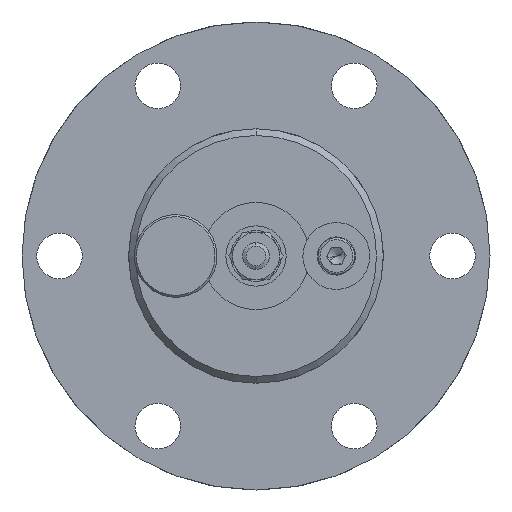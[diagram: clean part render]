
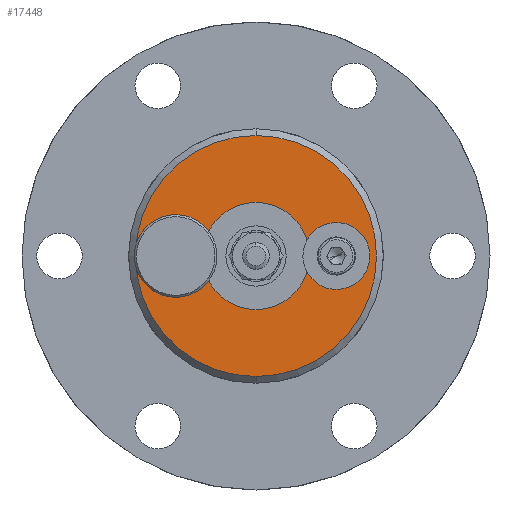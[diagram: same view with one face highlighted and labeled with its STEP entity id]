
A CAD part, front view. The second image highlights one B-rep face of the part: STEP entity #17448.
In plain terms, the highlighted face is planar.
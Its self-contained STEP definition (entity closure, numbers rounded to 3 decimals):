
#71 = EDGE_CURVE ( 'NONE', #47705, #44188, #26258, .T. ) ;
#118 = DIRECTION ( 'NONE',  ( -1., 0., 0. ) ) ;
#518 = CARTESIAN_POINT ( 'NONE',  ( 0., 0., -22. ) ) ;
#532 = PLANE ( 'NONE',  #27585 ) ;
#931 = CIRCLE ( 'NONE', #17653, 1.25 ) ;
#2275 = AXIS2_PLACEMENT_3D ( 'NONE', #23300, #50523, #27185 ) ;
#2387 = EDGE_LOOP ( 'NONE', ( #12721, #14990 ) ) ;
#2391 = AXIS2_PLACEMENT_3D ( 'NONE', #15852, #31377, #25317 ) ;
#2552 = VERTEX_POINT ( 'NONE', #46919 ) ;
#4417 = DIRECTION ( 'NONE',  ( 1., 0., 0. ) ) ;
#4607 = DIRECTION ( 'NONE',  ( 0., 0., 1. ) ) ;
#6271 = ORIENTED_EDGE ( 'NONE', *, *, #24862, .F. ) ;
#8125 = EDGE_CURVE ( 'NONE', #48679, #47169, #45498, .T. ) ;
#9271 = ORIENTED_EDGE ( 'NONE', *, *, #14993, .F. ) ;
#9843 = DIRECTION ( 'NONE',  ( 0., 0., -1. ) ) ;
#10746 = VERTEX_POINT ( 'NONE', #15005 ) ;
#10884 = AXIS2_PLACEMENT_3D ( 'NONE', #29288, #9843, #47526 ) ;
#12569 = ORIENTED_EDGE ( 'NONE', *, *, #18588, .T. ) ;
#12721 = ORIENTED_EDGE ( 'NONE', *, *, #49000, .T. ) ;
#12929 = ORIENTED_EDGE ( 'NONE', *, *, #46927, .F. ) ;
#13105 = EDGE_CURVE ( 'NONE', #21073, #10746, #32985, .T. ) ;
#14990 = ORIENTED_EDGE ( 'NONE', *, *, #71, .T. ) ;
#14993 = EDGE_CURVE ( 'NONE', #10746, #21073, #33857, .T. ) ;
#15005 = CARTESIAN_POINT ( 'NONE',  ( 1.25, -12., -22. ) ) ;
#15305 = EDGE_LOOP ( 'NONE', ( #6271, #12929 ) ) ;
#15483 = CARTESIAN_POINT ( 'NONE',  ( 0., 0., -22. ) ) ;
#15852 = CARTESIAN_POINT ( 'NONE',  ( 0., 0., -22. ) ) ;
#16015 = DIRECTION ( 'NONE',  ( 0., 0., -1. ) ) ;
#17448 = ADVANCED_FACE ( 'NONE', ( #28190, #40997, #38571, #17792 ), #532, .F. ) ;
#17653 = AXIS2_PLACEMENT_3D ( 'NONE', #46900, #23564, #118 ) ;
#17792 = FACE_BOUND ( 'NONE', #19267, .T. ) ;
#18588 = EDGE_CURVE ( 'NONE', #47169, #48679, #21971, .T. ) ;
#19267 = EDGE_LOOP ( 'NONE', ( #39424, #12569 ) ) ;
#20208 = CARTESIAN_POINT ( 'NONE',  ( 0., 19., -22. ) ) ;
#21073 = VERTEX_POINT ( 'NONE', #23406 ) ;
#21971 = CIRCLE ( 'NONE', #31582, 8. ) ;
#22667 = CARTESIAN_POINT ( 'NONE',  ( -8., 0., -22. ) ) ;
#22888 = AXIS2_PLACEMENT_3D ( 'NONE', #36146, #24032, #35799 ) ;
#23300 = CARTESIAN_POINT ( 'NONE',  ( 0., 0., -22. ) ) ;
#23406 = CARTESIAN_POINT ( 'NONE',  ( -1.25, -12., -22. ) ) ;
#23564 = DIRECTION ( 'NONE',  ( 0., 0., -1. ) ) ;
#24032 = DIRECTION ( 'NONE',  ( 0., 0., -1. ) ) ;
#24237 = AXIS2_PLACEMENT_3D ( 'NONE', #39347, #16015, #43294 ) ;
#24862 = EDGE_CURVE ( 'NONE', #2552, #29398, #38539, .T. ) ;
#25317 = DIRECTION ( 'NONE',  ( 1., 0., 0. ) ) ;
#26037 = EDGE_LOOP ( 'NONE', ( #41943, #9271 ) ) ;
#26177 = AXIS2_PLACEMENT_3D ( 'NONE', #15483, #38970, #30987 ) ;
#26258 = CIRCLE ( 'NONE', #26177, 18. ) ;
#27185 = DIRECTION ( 'NONE',  ( 1., 0., 0. ) ) ;
#27546 = CARTESIAN_POINT ( 'NONE',  ( 1.25, 12., -22. ) ) ;
#27585 = AXIS2_PLACEMENT_3D ( 'NONE', #20208, #4607, #32005 ) ;
#27858 = DIRECTION ( 'NONE',  ( 0., 0., 1. ) ) ;
#28190 = FACE_OUTER_BOUND ( 'NONE', #2387, .T. ) ;
#29288 = CARTESIAN_POINT ( 'NONE',  ( 0., -12., -22. ) ) ;
#29398 = VERTEX_POINT ( 'NONE', #27546 ) ;
#30987 = DIRECTION ( 'NONE',  ( 1., 0., 0. ) ) ;
#31292 = CARTESIAN_POINT ( 'NONE',  ( 18., 0., -22. ) ) ;
#31377 = DIRECTION ( 'NONE',  ( 0., 0., 1. ) ) ;
#31582 = AXIS2_PLACEMENT_3D ( 'NONE', #518, #27858, #4417 ) ;
#32005 = DIRECTION ( 'NONE',  ( 1., 0., 0. ) ) ;
#32985 = CIRCLE ( 'NONE', #22888, 1.25 ) ;
#33857 = CIRCLE ( 'NONE', #10884, 1.25 ) ;
#35799 = DIRECTION ( 'NONE',  ( -1., 0., 0. ) ) ;
#36146 = CARTESIAN_POINT ( 'NONE',  ( 0., -12., -22. ) ) ;
#38539 = CIRCLE ( 'NONE', #24237, 1.25 ) ;
#38571 = FACE_BOUND ( 'NONE', #15305, .T. ) ;
#38970 = DIRECTION ( 'NONE',  ( 0., 0., -1. ) ) ;
#39347 = CARTESIAN_POINT ( 'NONE',  ( 0., 12., -22. ) ) ;
#39371 = CARTESIAN_POINT ( 'NONE',  ( 8., 0., -22. ) ) ;
#39424 = ORIENTED_EDGE ( 'NONE', *, *, #8125, .T. ) ;
#40997 = FACE_BOUND ( 'NONE', #26037, .T. ) ;
#41943 = ORIENTED_EDGE ( 'NONE', *, *, #13105, .F. ) ;
#43294 = DIRECTION ( 'NONE',  ( -1., 0., 0. ) ) ;
#44188 = VERTEX_POINT ( 'NONE', #31292 ) ;
#45498 = CIRCLE ( 'NONE', #2391, 8. ) ;
#46900 = CARTESIAN_POINT ( 'NONE',  ( 0., 12., -22. ) ) ;
#46919 = CARTESIAN_POINT ( 'NONE',  ( -1.25, 12., -22. ) ) ;
#46927 = EDGE_CURVE ( 'NONE', #29398, #2552, #931, .T. ) ;
#47169 = VERTEX_POINT ( 'NONE', #22667 ) ;
#47526 = DIRECTION ( 'NONE',  ( -1., 0., 0. ) ) ;
#47705 = VERTEX_POINT ( 'NONE', #48830 ) ;
#47834 = CIRCLE ( 'NONE', #2275, 18. ) ;
#48679 = VERTEX_POINT ( 'NONE', #39371 ) ;
#48830 = CARTESIAN_POINT ( 'NONE',  ( -18., 0., -22. ) ) ;
#49000 = EDGE_CURVE ( 'NONE', #44188, #47705, #47834, .T. ) ;
#50523 = DIRECTION ( 'NONE',  ( 0., 0., -1. ) ) ;
